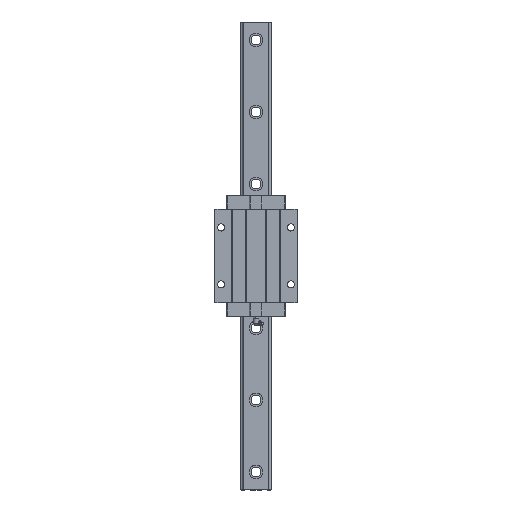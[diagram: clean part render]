
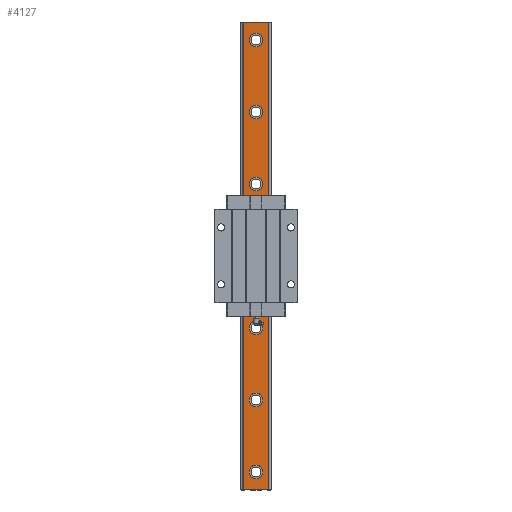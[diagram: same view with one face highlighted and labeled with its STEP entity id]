
A CAD part, top view. The second image highlights one B-rep face of the part: STEP entity #4127.
In plain terms, the highlighted planar face has unit normal (0, 0, 1).
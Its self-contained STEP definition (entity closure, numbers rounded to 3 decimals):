
#117=LINE('',#7163,#473);
#118=LINE('',#7167,#474);
#119=LINE('',#7169,#475);
#120=LINE('',#7171,#476);
#473=VECTOR('',#5935,1000.);
#474=VECTOR('',#5940,1000.);
#475=VECTOR('',#5941,1000.);
#476=VECTOR('',#5942,1000.);
#829=PLANE('',#5426);
#1012=ORIENTED_EDGE('',*,*,#2171,.T.);
#1013=ORIENTED_EDGE('',*,*,#2175,.T.);
#1014=ORIENTED_EDGE('',*,*,#2179,.T.);
#1015=ORIENTED_EDGE('',*,*,#2183,.T.);
#1016=ORIENTED_EDGE('',*,*,#2187,.T.);
#1017=ORIENTED_EDGE('',*,*,#2191,.T.);
#1018=ORIENTED_EDGE('',*,*,#2208,.T.);
#1019=ORIENTED_EDGE('',*,*,#2209,.F.);
#1020=ORIENTED_EDGE('',*,*,#2207,.F.);
#1021=ORIENTED_EDGE('',*,*,#2210,.T.);
#1022=ORIENTED_EDGE('',*,*,#2211,.T.);
#2171=EDGE_CURVE('',#2777,#2777,#3198,.T.);
#2175=EDGE_CURVE('',#2781,#2781,#3202,.T.);
#2179=EDGE_CURVE('',#2785,#2785,#3206,.T.);
#2183=EDGE_CURVE('',#2789,#2789,#3210,.T.);
#2187=EDGE_CURVE('',#2793,#2793,#3214,.T.);
#2191=EDGE_CURVE('',#2797,#2797,#3218,.T.);
#2207=EDGE_CURVE('',#2809,#2808,#117,.T.);
#2208=EDGE_CURVE('',#2810,#2810,#3227,.T.);
#2209=EDGE_CURVE('',#2808,#2811,#118,.T.);
#2210=EDGE_CURVE('',#2809,#2812,#119,.T.);
#2211=EDGE_CURVE('',#2812,#2811,#120,.T.);
#2777=VERTEX_POINT('',#7075);
#2781=VERTEX_POINT('',#7086);
#2785=VERTEX_POINT('',#7097);
#2789=VERTEX_POINT('',#7108);
#2793=VERTEX_POINT('',#7119);
#2797=VERTEX_POINT('',#7130);
#2808=VERTEX_POINT('',#7160);
#2809=VERTEX_POINT('',#7162);
#2810=VERTEX_POINT('',#7166);
#2811=VERTEX_POINT('',#7168);
#2812=VERTEX_POINT('',#7170);
#3198=CIRCLE('',#5377,11.5);
#3202=CIRCLE('',#5384,11.5);
#3206=CIRCLE('',#5391,11.5);
#3210=CIRCLE('',#5398,11.5);
#3214=CIRCLE('',#5405,11.5);
#3218=CIRCLE('',#5412,11.5);
#3227=CIRCLE('',#5427,11.5);
#3428=EDGE_LOOP('',(#1012));
#3429=EDGE_LOOP('',(#1013));
#3430=EDGE_LOOP('',(#1014));
#3431=EDGE_LOOP('',(#1015));
#3432=EDGE_LOOP('',(#1016));
#3433=EDGE_LOOP('',(#1017));
#3434=EDGE_LOOP('',(#1018));
#3435=EDGE_LOOP('',(#1019,#1020,#1021,#1022));
#3741=FACE_BOUND('',#3428,.T.);
#3742=FACE_BOUND('',#3429,.T.);
#3743=FACE_BOUND('',#3430,.T.);
#3744=FACE_BOUND('',#3431,.T.);
#3745=FACE_BOUND('',#3432,.T.);
#3746=FACE_BOUND('',#3433,.T.);
#3747=FACE_BOUND('',#3434,.T.);
#3748=FACE_BOUND('',#3435,.T.);
#4127=ADVANCED_FACE('',(#3741,#3742,#3743,#3744,#3745,#3746,#3747,#3748),
#829,.T.);
#5377=AXIS2_PLACEMENT_3D('',#7074,#5830,#5831);
#5384=AXIS2_PLACEMENT_3D('',#7085,#5844,#5845);
#5391=AXIS2_PLACEMENT_3D('',#7096,#5858,#5859);
#5398=AXIS2_PLACEMENT_3D('',#7107,#5872,#5873);
#5405=AXIS2_PLACEMENT_3D('',#7118,#5886,#5887);
#5412=AXIS2_PLACEMENT_3D('',#7129,#5900,#5901);
#5426=AXIS2_PLACEMENT_3D('',#7164,#5936,#5937);
#5427=AXIS2_PLACEMENT_3D('',#7165,#5938,#5939);
#5830=DIRECTION('',(0.,0.,-1.));
#5831=DIRECTION('',(1.,0.,0.));
#5844=DIRECTION('',(0.,0.,-1.));
#5845=DIRECTION('',(1.,0.,0.));
#5858=DIRECTION('',(0.,0.,-1.));
#5859=DIRECTION('',(1.,0.,0.));
#5872=DIRECTION('',(0.,0.,-1.));
#5873=DIRECTION('',(1.,0.,0.));
#5886=DIRECTION('',(0.,0.,-1.));
#5887=DIRECTION('',(1.,0.,0.));
#5900=DIRECTION('',(0.,0.,-1.));
#5901=DIRECTION('',(1.,0.,0.));
#5935=DIRECTION('',(0.,1.,0.));
#5936=DIRECTION('',(0.,0.,1.));
#5937=DIRECTION('',(1.,0.,0.));
#5938=DIRECTION('',(0.,0.,-1.));
#5939=DIRECTION('',(1.,0.,0.));
#5940=DIRECTION('',(1.,0.,0.));
#5941=DIRECTION('',(1.,0.,0.));
#5942=DIRECTION('',(0.,1.,0.));
#7074=CARTESIAN_POINT('',(0.,-360.,44.));
#7075=CARTESIAN_POINT('',(11.5,-360.,44.));
#7085=CARTESIAN_POINT('',(0.,-240.,44.));
#7086=CARTESIAN_POINT('',(11.5,-240.,44.));
#7096=CARTESIAN_POINT('',(0.,-120.,44.));
#7097=CARTESIAN_POINT('',(11.5,-120.,44.));
#7107=CARTESIAN_POINT('',(0.,0.,44.));
#7108=CARTESIAN_POINT('',(11.5,0.,44.));
#7118=CARTESIAN_POINT('',(0.,120.,44.));
#7119=CARTESIAN_POINT('',(11.5,120.,44.));
#7129=CARTESIAN_POINT('',(0.,240.,44.));
#7130=CARTESIAN_POINT('',(11.5,240.,44.));
#7160=CARTESIAN_POINT('',(-20.967,390.,44.));
#7162=CARTESIAN_POINT('',(-20.967,-390.,44.));
#7163=CARTESIAN_POINT('',(-20.967,-390.,44.));
#7164=CARTESIAN_POINT('',(-20.967,-390.,44.));
#7165=CARTESIAN_POINT('',(0.,360.,44.));
#7166=CARTESIAN_POINT('',(11.5,360.,44.));
#7167=CARTESIAN_POINT('',(-20.967,390.,44.));
#7168=CARTESIAN_POINT('',(20.967,390.,44.));
#7169=CARTESIAN_POINT('',(-20.967,-390.,44.));
#7170=CARTESIAN_POINT('',(20.967,-390.,44.));
#7171=CARTESIAN_POINT('',(20.967,-390.,44.));
